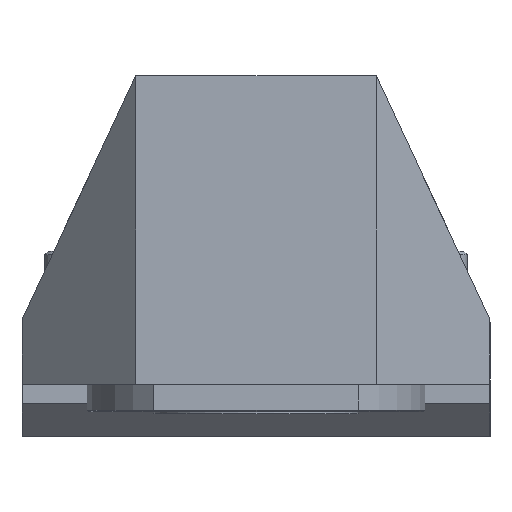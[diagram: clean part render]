
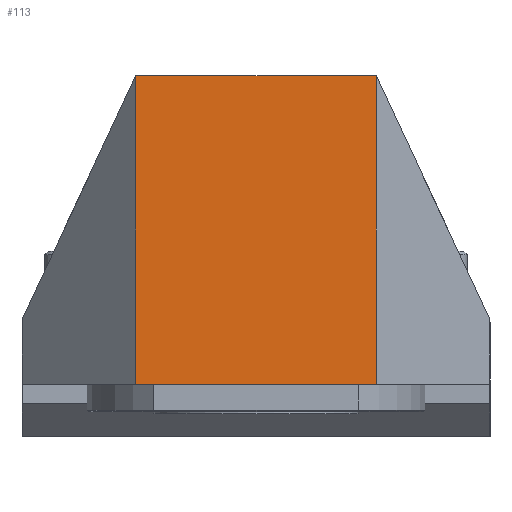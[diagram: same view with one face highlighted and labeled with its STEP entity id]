
A CAD part, left-side view. The second image highlights one B-rep face of the part: STEP entity #113.
In plain terms, the highlighted planar face has unit normal (-1, 0, 0).
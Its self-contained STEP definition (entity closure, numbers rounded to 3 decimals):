
#67=FACE_OUTER_BOUND('',#246,.T.);
#113=ADVANCED_FACE('',(#67),#174,.T.);
#174=PLANE('',#1065);
#246=EDGE_LOOP('',(#530,#531,#532,#533));
#326=LINE('',#1484,#413);
#350=LINE('',#1531,#437);
#351=LINE('',#1533,#438);
#352=LINE('',#1535,#439);
#413=VECTOR('',#1179,1.);
#437=VECTOR('',#1211,1.);
#438=VECTOR('',#1212,1.);
#439=VECTOR('',#1213,1.);
#530=ORIENTED_EDGE('',*,*,#860,.T.);
#531=ORIENTED_EDGE('',*,*,#884,.F.);
#532=ORIENTED_EDGE('',*,*,#885,.T.);
#533=ORIENTED_EDGE('',*,*,#886,.F.);
#768=VERTEX_POINT('',#1483);
#769=VERTEX_POINT('',#1485);
#788=VERTEX_POINT('',#1532);
#789=VERTEX_POINT('',#1534);
#860=EDGE_CURVE('',#769,#768,#326,.T.);
#884=EDGE_CURVE('',#788,#768,#350,.T.);
#885=EDGE_CURVE('',#788,#789,#351,.T.);
#886=EDGE_CURVE('',#769,#789,#352,.T.);
#1065=AXIS2_PLACEMENT_3D('',#1536,#1214,#1215);
#1179=DIRECTION('',(0.,-1.,0.));
#1211=DIRECTION('',(0.,0.,-1.));
#1212=DIRECTION('',(0.,1.,0.));
#1213=DIRECTION('',(0.,0.,1.));
#1214=DIRECTION('',(-1.,0.,0.));
#1215=DIRECTION('',(0.,0.,-1.));
#1483=CARTESIAN_POINT('',(-122.,-37.,-28.));
#1484=CARTESIAN_POINT('',(-122.,37.,-28.));
#1485=CARTESIAN_POINT('',(-122.,37.,-28.));
#1531=CARTESIAN_POINT('',(-122.,-37.,67.));
#1532=CARTESIAN_POINT('',(-122.,-37.,67.));
#1533=CARTESIAN_POINT('',(-122.,-37.,67.));
#1534=CARTESIAN_POINT('',(-122.,37.,67.));
#1535=CARTESIAN_POINT('',(-122.,37.,-28.));
#1536=CARTESIAN_POINT('',(-122.,30.659,-28.));
